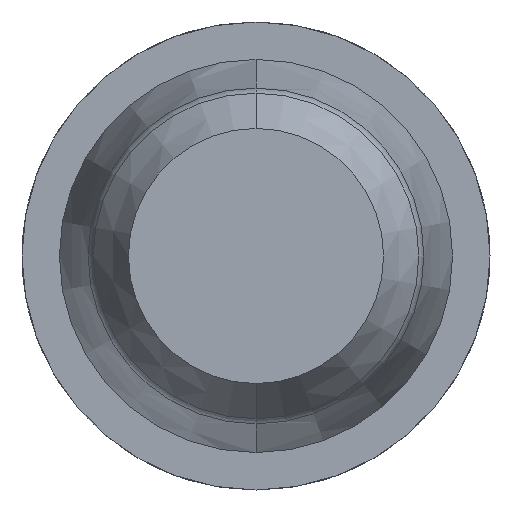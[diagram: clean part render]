
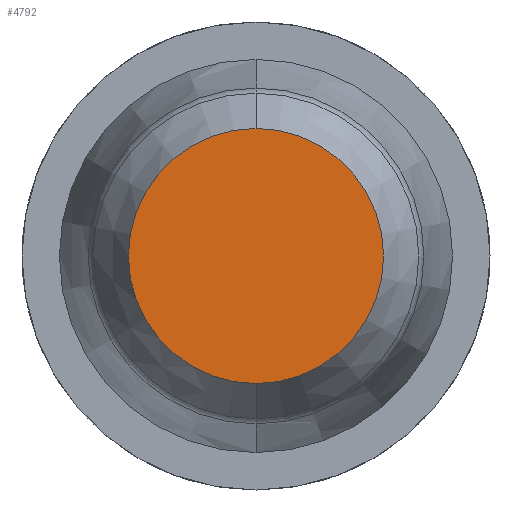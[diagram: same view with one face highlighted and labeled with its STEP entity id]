
A CAD part, front view. The second image highlights one B-rep face of the part: STEP entity #4792.
In plain terms, the highlighted planar face has unit normal (0, -1, 0).
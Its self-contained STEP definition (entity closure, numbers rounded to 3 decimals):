
#339 = DIRECTION ( 'NONE',  ( 0., 0., 1. ) ) ;
#355 = CARTESIAN_POINT ( 'NONE',  ( 0., -30.5, 0. ) ) ;
#551 = CIRCLE ( 'NONE', #620, 0.627 ) ;
#620 = AXIS2_PLACEMENT_3D ( 'NONE', #355, #2642, #339 ) ;
#742 = VERTEX_POINT ( 'NONE', #3804 ) ;
#940 = AXIS2_PLACEMENT_3D ( 'NONE', #3371, #2225, #2946 ) ;
#1193 = CIRCLE ( 'NONE', #940, 0.627 ) ;
#1303 = FACE_OUTER_BOUND ( 'NONE', #2485, .T. ) ;
#1442 = CARTESIAN_POINT ( 'NONE',  ( 0., -30.5, 0. ) ) ;
#1910 = ORIENTED_EDGE ( 'NONE', *, *, #2346, .F. ) ;
#2225 = DIRECTION ( 'NONE',  ( 0., 1., 0. ) ) ;
#2346 = EDGE_CURVE ( 'Defeature ausgef�hrt1_47+Defeature ausgef�hrt1_43+Defeature ausgef�hrt1_43+Defeature ausgef�hrt1_43', #742, #4387, #551, .T. ) ;
#2485 = EDGE_LOOP ( 'NONE', ( #3685, #1910 ) ) ;
#2517 = AXIS2_PLACEMENT_3D ( 'NONE', #1442, #4952, #4182 ) ;
#2642 = DIRECTION ( 'NONE',  ( 0., 1., 0. ) ) ;
#2946 = DIRECTION ( 'NONE',  ( 0., 0., 1. ) ) ;
#2969 = CARTESIAN_POINT ( 'NONE',  ( 0., -30.5, 0.627 ) ) ;
#3371 = CARTESIAN_POINT ( 'NONE',  ( 0., -30.5, 0. ) ) ;
#3389 = EDGE_CURVE ( 'Defeature ausgef�hrt1_47+Defeature ausgef�hrt1_43+Defeature ausgef�hrt1_43+Defeature ausgef�hrt1_43', #4387, #742, #1193, .T. ) ;
#3685 = ORIENTED_EDGE ( 'NONE', *, *, #3389, .F. ) ;
#3804 = CARTESIAN_POINT ( 'NONE',  ( 0., -30.5, -0.627 ) ) ;
#4182 = DIRECTION ( 'NONE',  ( 0., 0., 1. ) ) ;
#4387 = VERTEX_POINT ( 'NONE', #2969 ) ;
#4792 = ADVANCED_FACE ( 'Defeature ausgef�hrt1_43', ( #1303 ), #4923, .F. ) ;
#4923 = PLANE ( 'NONE',  #2517 ) ;
#4952 = DIRECTION ( 'NONE',  ( 0., 1., 0. ) ) ;
